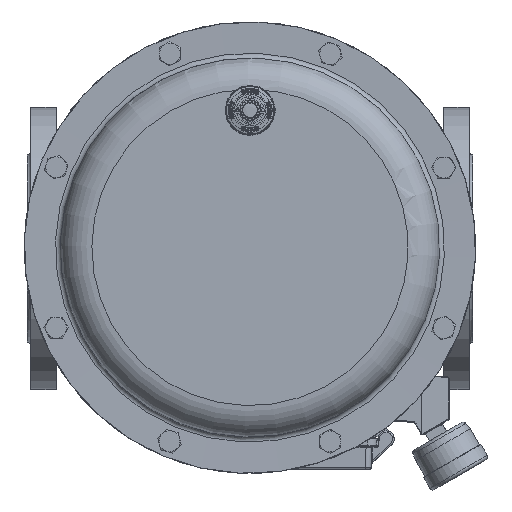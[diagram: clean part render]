
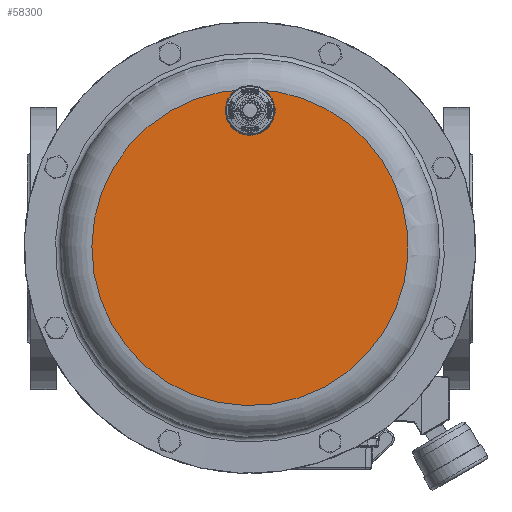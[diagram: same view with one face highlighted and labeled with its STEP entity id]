
A CAD part, top view. The second image highlights one B-rep face of the part: STEP entity #58300.
In plain terms, the highlighted planar face has unit normal (0, 0, 1).
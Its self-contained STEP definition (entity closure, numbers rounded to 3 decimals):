
#3411=PLANE('',#63215);
#7550=FACE_OUTER_BOUND('',#10975,.T.);
#10975=EDGE_LOOP('',(#46892,#46893,#46894,#46895));
#13564=CIRCLE('',#62437,13.05);
#13600=CIRCLE('',#62480,98.);
#13602=CIRCLE('',#62482,98.);
#13794=CIRCLE('',#62751,13.05);
#24506=VERTEX_POINT('',#113110);
#24507=VERTEX_POINT('',#113118);
#24594=VERTEX_POINT('',#114643);
#24595=VERTEX_POINT('',#114645);
#31589=EDGE_CURVE('',#24506,#24507,#13564,.T.);
#31687=EDGE_CURVE('',#24594,#24595,#13600,.T.);
#31689=EDGE_CURVE('',#24506,#24594,#13602,.T.);
#31962=EDGE_CURVE('',#24507,#24595,#13794,.T.);
#46892=ORIENTED_EDGE('',*,*,#31689,.F.);
#46893=ORIENTED_EDGE('',*,*,#31589,.T.);
#46894=ORIENTED_EDGE('',*,*,#31962,.T.);
#46895=ORIENTED_EDGE('',*,*,#31687,.F.);
#58300=ADVANCED_FACE('',(#7550),#3411,.F.);
#62437=AXIS2_PLACEMENT_3D('',#113125,#73225,#73226);
#62480=AXIS2_PLACEMENT_3D('',#114646,#73321,#73322);
#62482=AXIS2_PLACEMENT_3D('',#114648,#73325,#73326);
#62751=AXIS2_PLACEMENT_3D('',#115240,#73928,#73929);
#63215=AXIS2_PLACEMENT_3D('',#117284,#75082,#75083);
#73225=DIRECTION('center_axis',(0.,0.,
-1.));
#73226=DIRECTION('ref_axis',(-0.924,0.384,0.));
#73321=DIRECTION('center_axis',(0.,0.,
-1.));
#73322=DIRECTION('ref_axis',(-0.924,0.384,0.));
#73325=DIRECTION('center_axis',(0.,0.,
-1.));
#73326=DIRECTION('ref_axis',(-0.924,0.384,0.));
#73928=DIRECTION('center_axis',(0.,0.,
-1.));
#73929=DIRECTION('ref_axis',(-0.924,0.384,0.));
#75082=DIRECTION('center_axis',(0.,0.,
-1.));
#75083=DIRECTION('ref_axis',(-0.924,0.384,0.));
#113110=CARTESIAN_POINT('',(1.317,97.991,393.));
#113118=CARTESIAN_POINT('',(0.067,71.95,393.));
#113125=CARTESIAN_POINT('Origin',(0.08,85.,393.));
#114643=CARTESIAN_POINT('',(90.505,-37.588,393.));
#114645=CARTESIAN_POINT('',(-1.134,97.993,393.));
#114646=CARTESIAN_POINT('Origin',(0.,0.,
393.));
#114648=CARTESIAN_POINT('Origin',(0.,0.,
393.));
#115240=CARTESIAN_POINT('Origin',(0.08,85.,393.));
#117284=CARTESIAN_POINT('Origin',(0.,0.,
393.));
